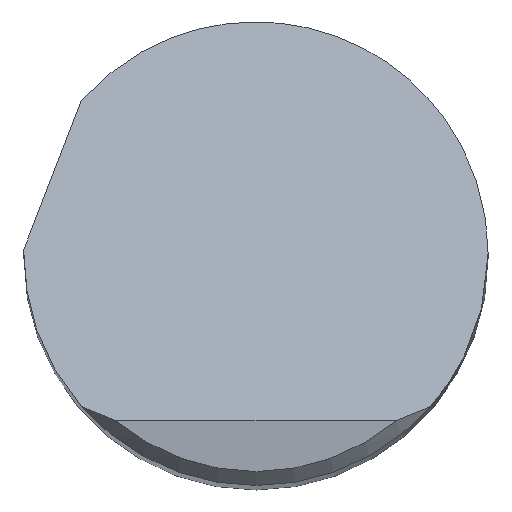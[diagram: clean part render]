
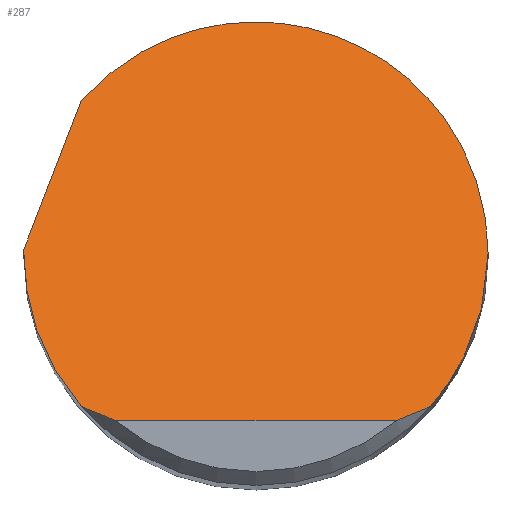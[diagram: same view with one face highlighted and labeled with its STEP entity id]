
A CAD part, top view. The second image highlights one B-rep face of the part: STEP entity #287.
In plain terms, the highlighted planar face has unit normal (0, 0.707, 0.707).
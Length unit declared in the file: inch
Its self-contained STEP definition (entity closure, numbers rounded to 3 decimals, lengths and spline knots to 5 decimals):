
#1 = CARTESIAN_POINT ( 'NONE',  ( -0.22834, -0.11887, 2.93887 ) ) ;
#4 = CARTESIAN_POINT ( 'NONE',  ( -0.17589, -0.1704, 2.9904 ) ) ;
#9 = CARTESIAN_POINT ( 'NONE',  ( 0.25, 0.27527, 2.54473 ) ) ;
#17 = CARTESIAN_POINT ( 'NONE',  ( -0.24998, 0.00333, 2.81667 ) ) ;
#21 = CARTESIAN_POINT ( 'NONE',  ( -0.18782, -0.165, 2.985 ) ) ;
#23 = VECTOR ( 'NONE', #155, 39.37008 ) ;
#25 = VERTEX_POINT ( 'NONE', #311 ) ;
#42 = FACE_OUTER_BOUND ( 'NONE', #227, .T. ) ;
#43 = VERTEX_POINT ( 'NONE', #207 ) ;
#68 = EDGE_CURVE ( 'NONE', #25, #310, #460, .T. ) ;
#71 = EDGE_CURVE ( 'NONE', #400, #189, #300, .T. ) ;
#73 = VECTOR ( 'NONE', #104, 39.37008 ) ;
#78 = CARTESIAN_POINT ( 'NONE',  ( 0.25, 0., 2.82 ) ) ;
#94 = CARTESIAN_POINT ( 'NONE',  ( 0.22834, -0.11887, 2.93887 ) ) ;
#104 = DIRECTION ( 'NONE',  ( 0.263, 0.682, -0.682 ) ) ;
#107 = B_SPLINE_CURVE_WITH_KNOTS ( 'NONE', 3,
 ( #143, #4, #286, #285 ),
 .UNSPECIFIED., .F., .F.,
 ( 4, 4 ),
 ( 0., 0.00108 ),
 .UNSPECIFIED. ) ;
#113 = LINE ( 'NONE', #360, #23 ) ;
#140 = EDGE_CURVE ( 'NONE', #374, #449, #107, .T. ) ;
#141 = CARTESIAN_POINT ( 'NONE',  ( -0.25, -0.06141, 2.88141 ) ) ;
#143 = CARTESIAN_POINT ( 'NONE',  ( -0.18782, -0.165, 2.985 ) ) ;
#155 = DIRECTION ( 'NONE',  ( 1., 0., 0. ) ) ;
#158 = CARTESIAN_POINT ( 'NONE',  ( -0.24995, 0.005, 2.815 ) ) ;
#177 = CARTESIAN_POINT ( 'NONE',  ( -0.15108, -0.18, 3. ) ) ;
#185 = EDGE_CURVE ( 'NONE', #43, #310, #275, .T. ) ;
#188 = CARTESIAN_POINT ( 'NONE',  ( -0.25, -0.18, 3. ) ) ;
#189 = VERTEX_POINT ( 'NONE', #320 ) ;
#206 = CARTESIAN_POINT ( 'NONE',  ( -0.25, 0.00167, 2.81833 ) ) ;
#207 = CARTESIAN_POINT ( 'NONE',  ( 0.15108, -0.18, 3. ) ) ;
#210 = LINE ( 'NONE', #282, #73 ) ;
#211 = EDGE_CURVE ( 'NONE', #374, #400, #375, .T. ) ;
#214 = AXIS2_PLACEMENT_3D ( 'NONE', #188, #430, #361 ) ;
#217 = CARTESIAN_POINT ( 'NONE',  ( 0.18782, -0.165, 2.985 ) ) ;
#218 = ORIENTED_EDGE ( 'NONE', *, *, #250, .F. ) ;
#221 = ORIENTED_EDGE ( 'NONE', *, *, #71, .F. ) ;
#227 = EDGE_LOOP ( 'NONE', ( #440, #446, #254, #218, #313, #221, #369, #236 ) ) ;
#236 = ORIENTED_EDGE ( 'NONE', *, *, #140, .T. ) ;
#241 = CARTESIAN_POINT ( 'NONE',  ( 0.18782, -0.165, 2.985 ) ) ;
#244 = CARTESIAN_POINT ( 'NONE',  ( 0.16367, -0.17542, 2.99542 ) ) ;
#250 = EDGE_CURVE ( 'NONE', #268, #25, #426, .T. ) ;
#254 = ORIENTED_EDGE ( 'NONE', *, *, #68, .F. ) ;
#255 = CARTESIAN_POINT ( 'NONE',  ( -0.18855, 0.16416, 2.65584 ) ) ;
#258 = CARTESIAN_POINT ( 'NONE',  ( -0.18855, 0.16416, 2.65584 ) ) ;
#260 = EDGE_CURVE ( 'NONE', #449, #43, #113, .T. ) ;
#268 = VERTEX_POINT ( 'NONE', #258 ) ;
#275 = B_SPLINE_CURVE_WITH_KNOTS ( 'NONE', 3,
 ( #357, #244, #391, #428 ),
 .UNSPECIFIED., .F., .F.,
 ( 4, 4 ),
 ( 0., 0.00108 ),
 .UNSPECIFIED. ) ;
#282 = CARTESIAN_POINT ( 'NONE',  ( -0.31638, -0.1672, 2.9872 ) ) ;
#285 = CARTESIAN_POINT ( 'NONE',  ( -0.15108, -0.18, 3. ) ) ;
#286 = CARTESIAN_POINT ( 'NONE',  ( -0.16367, -0.17542, 2.99542 ) ) ;
#287 = ADVANCED_FACE ( 'NONE', ( #42 ), #288, .F. ) ;
#288 = PLANE ( 'NONE',  #214 ) ;
#300 =( BOUNDED_CURVE ( )  B_SPLINE_CURVE ( 3, ( #380, #206, #17, #158 ),
 .UNSPECIFIED., .F., .T. ) 
 B_SPLINE_CURVE_WITH_KNOTS ( ( 4, 4 ),
 ( 4.71239, 4.73239 ),
 .UNSPECIFIED. ) 
 CURVE ( )  GEOMETRIC_REPRESENTATION_ITEM ( )  RATIONAL_B_SPLINE_CURVE ( ( 1., 1., 1., 1. ) ) 
 REPRESENTATION_ITEM ( '' )  );
#305 = CARTESIAN_POINT ( 'NONE',  ( -0.25, 0., 2.82 ) ) ;
#310 = VERTEX_POINT ( 'NONE', #217 ) ;
#311 = CARTESIAN_POINT ( 'NONE',  ( 0.25, 0., 2.82 ) ) ;
#313 = ORIENTED_EDGE ( 'NONE', *, *, #427, .F. ) ;
#316 = CARTESIAN_POINT ( 'NONE',  ( -0.18782, -0.165, 2.985 ) ) ;
#320 = CARTESIAN_POINT ( 'NONE',  ( -0.24995, 0.005, 2.815 ) ) ;
#357 = CARTESIAN_POINT ( 'NONE',  ( 0.15108, -0.18, 3. ) ) ;
#360 = CARTESIAN_POINT ( 'NONE',  ( 0., -0.18, 3. ) ) ;
#361 = DIRECTION ( 'NONE',  ( 0., 0.707, -0.707 ) ) ;
#369 = ORIENTED_EDGE ( 'NONE', *, *, #211, .F. ) ;
#374 = VERTEX_POINT ( 'NONE', #21 ) ;
#375 =( BOUNDED_CURVE ( )  B_SPLINE_CURVE ( 3, ( #316, #1, #141, #425 ),
 .UNSPECIFIED., .F., .T. ) 
 B_SPLINE_CURVE_WITH_KNOTS ( ( 4, 4 ),
 ( 3.99157, 4.71239 ),
 .UNSPECIFIED. ) 
 CURVE ( )  GEOMETRIC_REPRESENTATION_ITEM ( )  RATIONAL_B_SPLINE_CURVE ( ( 1., 0.957, 0.957, 1. ) ) 
 REPRESENTATION_ITEM ( '' )  );
#380 = CARTESIAN_POINT ( 'NONE',  ( -0.25, 0., 2.82 ) ) ;
#391 = CARTESIAN_POINT ( 'NONE',  ( 0.17589, -0.1704, 2.9904 ) ) ;
#400 = VERTEX_POINT ( 'NONE', #305 ) ;
#403 = CARTESIAN_POINT ( 'NONE',  ( -0.0078, 0.37177, 2.44823 ) ) ;
#409 = CARTESIAN_POINT ( 'NONE',  ( 0.25, -0.06141, 2.88141 ) ) ;
#416 = CARTESIAN_POINT ( 'NONE',  ( 0.25, 0., 2.82 ) ) ;
#425 = CARTESIAN_POINT ( 'NONE',  ( -0.25, 0., 2.82 ) ) ;
#426 =( BOUNDED_CURVE ( )  B_SPLINE_CURVE ( 3, ( #255, #403, #9, #78 ),
 .UNSPECIFIED., .F., .T. ) 
 B_SPLINE_CURVE_WITH_KNOTS ( ( 4, 4 ),
 ( 5.42872, 7.85398 ),
 .UNSPECIFIED. ) 
 CURVE ( )  GEOMETRIC_REPRESENTATION_ITEM ( )  RATIONAL_B_SPLINE_CURVE ( ( 1., 0.567, 0.567, 1. ) ) 
 REPRESENTATION_ITEM ( '' )  );
#427 = EDGE_CURVE ( 'NONE', #189, #268, #210, .T. ) ;
#428 = CARTESIAN_POINT ( 'NONE',  ( 0.18782, -0.165, 2.985 ) ) ;
#430 = DIRECTION ( 'NONE',  ( 0., -0.707, -0.707 ) ) ;
#440 = ORIENTED_EDGE ( 'NONE', *, *, #260, .T. ) ;
#446 = ORIENTED_EDGE ( 'NONE', *, *, #185, .T. ) ;
#449 = VERTEX_POINT ( 'NONE', #177 ) ;
#460 =( BOUNDED_CURVE ( )  B_SPLINE_CURVE ( 3, ( #416, #409, #94, #241 ),
 .UNSPECIFIED., .F., .T. ) 
 B_SPLINE_CURVE_WITH_KNOTS ( ( 4, 4 ),
 ( 1.5708, 2.29162 ),
 .UNSPECIFIED. ) 
 CURVE ( )  GEOMETRIC_REPRESENTATION_ITEM ( )  RATIONAL_B_SPLINE_CURVE ( ( 1., 0.957, 0.957, 1. ) ) 
 REPRESENTATION_ITEM ( '' )  );
